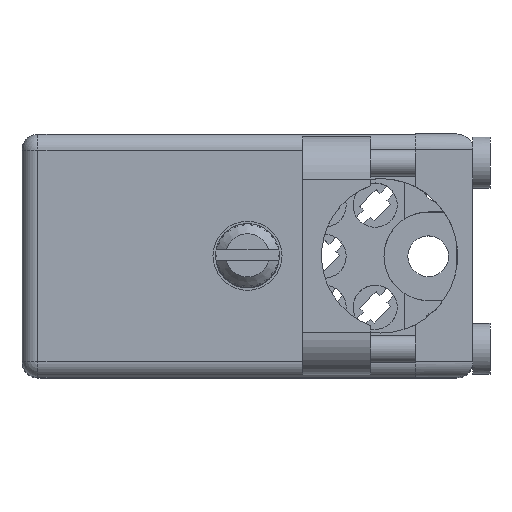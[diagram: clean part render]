
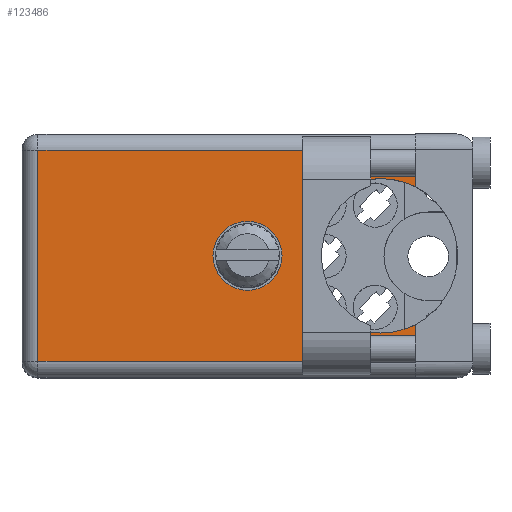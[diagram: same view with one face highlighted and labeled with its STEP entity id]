
A CAD part, top view. The second image highlights one B-rep face of the part: STEP entity #123486.
In plain terms, the highlighted face is planar.
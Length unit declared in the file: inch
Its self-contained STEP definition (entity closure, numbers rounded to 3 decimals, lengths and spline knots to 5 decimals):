
#668 = EDGE_CURVE ( 'NONE', #173235, #174834, #36134, .T. ) ;
#1151 = CIRCLE ( 'NONE', #53579, 0.227 ) ;
#3384 = VERTEX_POINT ( 'NONE', #68480 ) ;
#3843 = EDGE_CURVE ( 'NONE', #10854, #146312, #64243, .T. ) ;
#6886 = DIRECTION ( 'NONE',  ( 0., 1., 0. ) ) ;
#10687 = CARTESIAN_POINT ( 'NONE',  ( 0.047, 0.906, -0.047 ) ) ;
#10854 = VERTEX_POINT ( 'NONE', #92550 ) ;
#14005 = FACE_OUTER_BOUND ( 'NONE', #30957, .T. ) ;
#14114 = CARTESIAN_POINT ( 'NONE',  ( 1.155, 0.906, -0.56029 ) ) ;
#16043 = EDGE_CURVE ( 'NONE', #3384, #39542, #104309, .T. ) ;
#16212 = ORIENTED_EDGE ( 'NONE', *, *, #175080, .T. ) ;
#16765 = CARTESIAN_POINT ( 'NONE',  ( 1.053, 0.906, -0.3575 ) ) ;
#26994 = CARTESIAN_POINT ( 'NONE',  ( 1.155, 0.906, -0.047 ) ) ;
#30957 = EDGE_LOOP ( 'NONE', ( #162958, #16212, #146260, #128203, #68533, #71071, #175351, #93886 ) ) ;
#35122 = PLANE ( 'NONE',  #173629 ) ;
#36134 = LINE ( 'NONE', #166396, #139717 ) ;
#39542 = VERTEX_POINT ( 'NONE', #87742 ) ;
#40386 = CARTESIAN_POINT ( 'NONE',  ( 1.053, 0.906, -0.3575 ) ) ;
#40912 = DIRECTION ( 'NONE',  ( 0., 1., 0. ) ) ;
#46375 = CARTESIAN_POINT ( 'NONE',  ( 1.053, 0.906, -0.3575 ) ) ;
#52559 = LINE ( 'NONE', #104698, #114240 ) ;
#53579 = AXIS2_PLACEMENT_3D ( 'NONE', #40386, #151817, #136462 ) ;
#60501 = DIRECTION ( 'NONE',  ( 0., 0., 1. ) ) ;
#63050 = DIRECTION ( 'NONE',  ( 0., 0., 1. ) ) ;
#63397 = DIRECTION ( 'NONE',  ( -1., 0., 0. ) ) ;
#64243 = LINE ( 'NONE', #70097, #159001 ) ;
#64497 = AXIS2_PLACEMENT_3D ( 'NONE', #123411, #40912, #69278 ) ;
#66049 = VERTEX_POINT ( 'NONE', #149487 ) ;
#68480 = CARTESIAN_POINT ( 'NONE',  ( 0.6625, 0.906, -0.256 ) ) ;
#68533 = ORIENTED_EDGE ( 'NONE', *, *, #668, .F. ) ;
#68667 = CIRCLE ( 'NONE', #166767, 0.227 ) ;
#69278 = DIRECTION ( 'NONE',  ( 0., 0., 1. ) ) ;
#70056 = DIRECTION ( 'NONE',  ( 1., 0., 0. ) ) ;
#70097 = CARTESIAN_POINT ( 'NONE',  ( 1.155, 0.906, 0. ) ) ;
#71071 = ORIENTED_EDGE ( 'NONE', *, *, #102382, .F. ) ;
#74365 = VERTEX_POINT ( 'NONE', #85182 ) ;
#77916 = DIRECTION ( 'NONE',  ( 0., 1., 0. ) ) ;
#80314 = CARTESIAN_POINT ( 'NONE',  ( 1.155, 0.906, -0.047 ) ) ;
#85182 = CARTESIAN_POINT ( 'NONE',  ( 1.053, 0.906, -0.1305 ) ) ;
#87742 = CARTESIAN_POINT ( 'NONE',  ( 0.6625, 0.906, -0.459 ) ) ;
#92550 = CARTESIAN_POINT ( 'NONE',  ( 1.155, 0.906, -0.668 ) ) ;
#93014 = DIRECTION ( 'NONE',  ( 0., 0., 1. ) ) ;
#93886 = ORIENTED_EDGE ( 'NONE', *, *, #171142, .F. ) ;
#100206 = DIRECTION ( 'NONE',  ( 0., 0., 1. ) ) ;
#100434 = DIRECTION ( 'NONE',  ( 0., 1., 0. ) ) ;
#102382 = EDGE_CURVE ( 'NONE', #74365, #173235, #1151, .T. ) ;
#104309 = CIRCLE ( 'NONE', #158290, 0.1015 ) ;
#104698 = CARTESIAN_POINT ( 'NONE',  ( 0., 0.906, -0.668 ) ) ;
#105349 = DIRECTION ( 'NONE',  ( 0., 0., 1. ) ) ;
#106015 = EDGE_CURVE ( 'NONE', #136454, #174834, #139466, .T. ) ;
#106501 = CARTESIAN_POINT ( 'NONE',  ( 0.047, 0.906, -0.715 ) ) ;
#107375 = CARTESIAN_POINT ( 'NONE',  ( 0.6625, 0.906, -0.3575 ) ) ;
#114240 = VECTOR ( 'NONE', #63397, 39.37008 ) ;
#115168 = DIRECTION ( 'NONE',  ( 0., 0., 1. ) ) ;
#117452 = FACE_BOUND ( 'NONE', #127701, .T. ) ;
#121275 = CARTESIAN_POINT ( 'NONE',  ( 0., 0.906, -0.715 ) ) ;
#123411 = CARTESIAN_POINT ( 'NONE',  ( 0.6625, 0.906, -0.3575 ) ) ;
#123486 = ADVANCED_FACE ( 'NONE', ( #14005, #117452 ), #35122, .T. ) ;
#124030 = CARTESIAN_POINT ( 'NONE',  ( 0.047, 0.906, -0.668 ) ) ;
#126633 = ORIENTED_EDGE ( 'NONE', *, *, #135303, .F. ) ;
#127701 = EDGE_LOOP ( 'NONE', ( #135034, #126633 ) ) ;
#128203 = ORIENTED_EDGE ( 'NONE', *, *, #106015, .T. ) ;
#128899 = CIRCLE ( 'NONE', #166734, 0.227 ) ;
#135034 = ORIENTED_EDGE ( 'NONE', *, *, #16043, .F. ) ;
#135303 = EDGE_CURVE ( 'NONE', #39542, #3384, #164354, .T. ) ;
#136190 = DIRECTION ( 'NONE',  ( 0., 0., 1. ) ) ;
#136454 = VERTEX_POINT ( 'NONE', #10687 ) ;
#136462 = DIRECTION ( 'NONE',  ( 0., 0., 1. ) ) ;
#136488 = LINE ( 'NONE', #106501, #160736 ) ;
#139466 = LINE ( 'NONE', #26994, #172605 ) ;
#139717 = VECTOR ( 'NONE', #136190, 39.37008 ) ;
#144905 = DIRECTION ( 'NONE',  ( 0., 1., 0. ) ) ;
#146260 = ORIENTED_EDGE ( 'NONE', *, *, #156536, .T. ) ;
#146312 = VERTEX_POINT ( 'NONE', #14114 ) ;
#149487 = CARTESIAN_POINT ( 'NONE',  ( 1.053, 0.906, -0.5845 ) ) ;
#151817 = DIRECTION ( 'NONE',  ( 0., 1., 0. ) ) ;
#156536 = EDGE_CURVE ( 'NONE', #179248, #136454, #136488, .T. ) ;
#158290 = AXIS2_PLACEMENT_3D ( 'NONE', #107375, #77916, #63050 ) ;
#159001 = VECTOR ( 'NONE', #100206, 39.37008 ) ;
#160736 = VECTOR ( 'NONE', #93014, 39.37008 ) ;
#162859 = EDGE_CURVE ( 'NONE', #66049, #74365, #128899, .T. ) ;
#162958 = ORIENTED_EDGE ( 'NONE', *, *, #3843, .F. ) ;
#164354 = CIRCLE ( 'NONE', #64497, 0.1015 ) ;
#166396 = CARTESIAN_POINT ( 'NONE',  ( 1.155, 0.906, 0. ) ) ;
#166734 = AXIS2_PLACEMENT_3D ( 'NONE', #16765, #100434, #115168 ) ;
#166767 = AXIS2_PLACEMENT_3D ( 'NONE', #46375, #144905, #60501 ) ;
#171142 = EDGE_CURVE ( 'NONE', #146312, #66049, #68667, .T. ) ;
#172605 = VECTOR ( 'NONE', #70056, 39.37008 ) ;
#173235 = VERTEX_POINT ( 'NONE', #179016 ) ;
#173629 = AXIS2_PLACEMENT_3D ( 'NONE', #121275, #6886, #105349 ) ;
#174834 = VERTEX_POINT ( 'NONE', #80314 ) ;
#175080 = EDGE_CURVE ( 'NONE', #10854, #179248, #52559, .T. ) ;
#175351 = ORIENTED_EDGE ( 'NONE', *, *, #162859, .F. ) ;
#179016 = CARTESIAN_POINT ( 'NONE',  ( 1.155, 0.906, -0.15471 ) ) ;
#179248 = VERTEX_POINT ( 'NONE', #124030 ) ;
